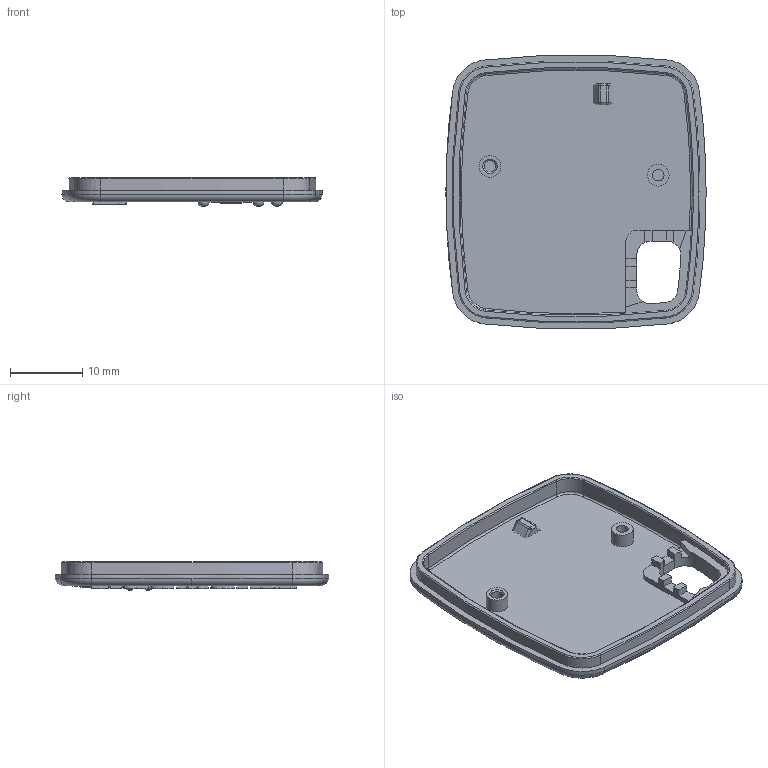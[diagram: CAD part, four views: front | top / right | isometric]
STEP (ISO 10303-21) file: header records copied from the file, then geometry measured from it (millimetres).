
FILE_DESCRIPTION (( 'STEP AP214' ), '1' );
FILE_NAME ('UST.STEP', '2018-04-13T08:48:10', ( '' ), ( '' ), 'SwSTEP 2.0', 'SolidWorks 2016', '' );
FILE_SCHEMA (( 'AUTOMOTIVE_DESIGN' ));
Length unit declared in the file: millimetre
Products named in the file (1): UST
Bounding box: 36 x 37.83 x 3.94 mm (x, y, z)
Volume: 1416.6 mm3; surface area: 3358.2 mm2
Topology: 2 solids, 2 shells, 271 faces, 668 edges, 424 vertices
Faces by surface type: plane 121, cylinder 67, torus 45, bspline 32, sphere 4, cone 2
Entity records: 10022 total; most frequent: CARTESIAN_POINT 3582, ORIENTED_EDGE 1328, DIRECTION 1304, EDGE_CURVE 664, AXIS2_PLACEMENT_3D 470, VERTEX_POINT 424, VECTOR 364, LINE 364
